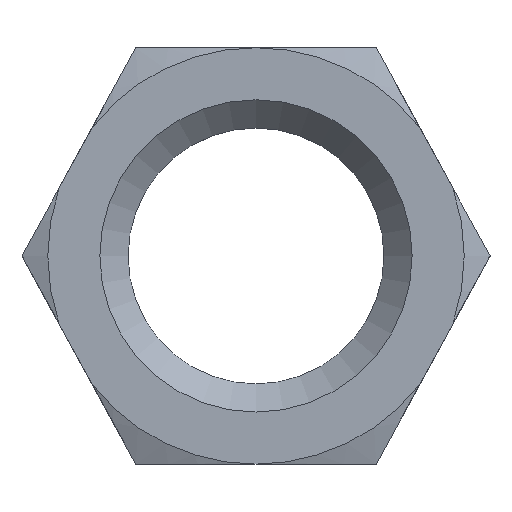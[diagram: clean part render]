
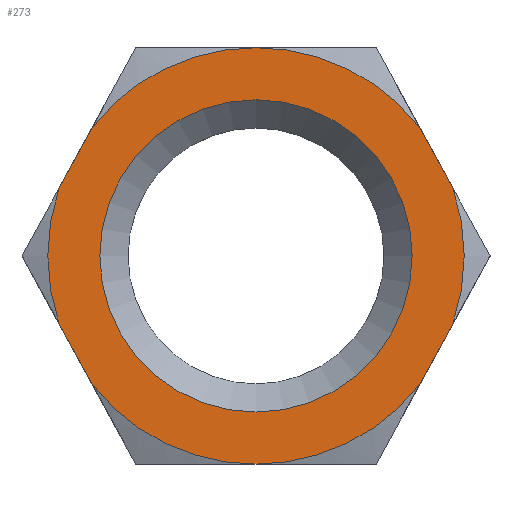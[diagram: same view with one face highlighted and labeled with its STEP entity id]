
A CAD part, top view. The second image highlights one B-rep face of the part: STEP entity #273.
In plain terms, the highlighted planar face has unit normal (0, 0, 1).
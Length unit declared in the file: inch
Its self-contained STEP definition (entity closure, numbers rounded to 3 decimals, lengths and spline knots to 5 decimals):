
#39=FACE_BOUND('',#73,.T.);
#44=CIRCLE('',#294,0.1575);
#45=CIRCLE('',#295,0.1575);
#46=CIRCLE('',#296,0.1575);
#47=CIRCLE('',#297,0.1575);
#48=CIRCLE('',#298,0.1575);
#49=CIRCLE('',#299,0.1575);
#50=CIRCLE('',#300,0.11811);
#54=FACE_OUTER_BOUND('',#72,.T.);
#72=EDGE_LOOP('',(#195,#196,#197,#198,#199,#200,#201,#202,#203,#204));
#73=EDGE_LOOP('',(#205));
#98=LINE('',#413,#114);
#99=LINE('',#417,#115);
#100=LINE('',#423,#116);
#101=LINE('',#426,#117);
#114=VECTOR('',#336,0.05221);
#115=VECTOR('',#339,0.05221);
#116=VECTOR('',#344,0.05221);
#117=VECTOR('',#347,0.05221);
#131=VERTEX_POINT('',#407);
#132=VERTEX_POINT('',#408);
#133=VERTEX_POINT('',#410);
#134=VERTEX_POINT('',#412);
#135=VERTEX_POINT('',#414);
#136=VERTEX_POINT('',#416);
#137=VERTEX_POINT('',#418);
#138=VERTEX_POINT('',#420);
#139=VERTEX_POINT('',#422);
#140=VERTEX_POINT('',#424);
#141=VERTEX_POINT('',#427);
#157=EDGE_CURVE('',#131,#132,#44,.T.);
#158=EDGE_CURVE('',#133,#131,#45,.T.);
#159=EDGE_CURVE('',#133,#134,#98,.T.);
#160=EDGE_CURVE('',#135,#134,#46,.T.);
#161=EDGE_CURVE('',#135,#136,#99,.T.);
#162=EDGE_CURVE('',#137,#136,#47,.T.);
#163=EDGE_CURVE('',#138,#137,#48,.T.);
#164=EDGE_CURVE('',#138,#139,#100,.T.);
#165=EDGE_CURVE('',#140,#139,#49,.T.);
#166=EDGE_CURVE('',#140,#132,#101,.T.);
#167=EDGE_CURVE('',#141,#141,#50,.T.);
#195=ORIENTED_EDGE('',*,*,#157,.F.);
#196=ORIENTED_EDGE('',*,*,#158,.F.);
#197=ORIENTED_EDGE('',*,*,#159,.T.);
#198=ORIENTED_EDGE('',*,*,#160,.F.);
#199=ORIENTED_EDGE('',*,*,#161,.T.);
#200=ORIENTED_EDGE('',*,*,#162,.F.);
#201=ORIENTED_EDGE('',*,*,#163,.F.);
#202=ORIENTED_EDGE('',*,*,#164,.T.);
#203=ORIENTED_EDGE('',*,*,#165,.F.);
#204=ORIENTED_EDGE('',*,*,#166,.T.);
#205=ORIENTED_EDGE('',*,*,#167,.T.);
#265=PLANE('',#293);
#273=ADVANCED_FACE('',(#54,#39),#265,.F.);
#293=AXIS2_PLACEMENT_3D('',#406,#330,#331);
#294=AXIS2_PLACEMENT_3D('',#409,#332,#333);
#295=AXIS2_PLACEMENT_3D('',#411,#334,#335);
#296=AXIS2_PLACEMENT_3D('',#415,#337,#338);
#297=AXIS2_PLACEMENT_3D('',#419,#340,#341);
#298=AXIS2_PLACEMENT_3D('',#421,#342,#343);
#299=AXIS2_PLACEMENT_3D('',#425,#345,#346);
#300=AXIS2_PLACEMENT_3D('',#428,#348,#349);
#330=DIRECTION('center_axis',(0.,0.,-1.));
#331=DIRECTION('ref_axis',(-1.,0.,0.));
#332=DIRECTION('center_axis',(0.,0.,-1.));
#333=DIRECTION('ref_axis',(-1.,0.,0.));
#334=DIRECTION('center_axis',(0.,0.,-1.));
#335=DIRECTION('ref_axis',(-1.,0.,0.));
#336=DIRECTION('',(-0.48,-0.878,0.));
#337=DIRECTION('center_axis',(0.,0.,-1.));
#338=DIRECTION('ref_axis',(-1.,0.,0.));
#339=DIRECTION('',(0.48,-0.878,0.));
#340=DIRECTION('center_axis',(0.,0.,-1.));
#341=DIRECTION('ref_axis',(-1.,0.,0.));
#342=DIRECTION('center_axis',(0.,0.,-1.));
#343=DIRECTION('ref_axis',(-1.,0.,0.));
#344=DIRECTION('',(0.48,0.878,0.));
#345=DIRECTION('center_axis',(0.,0.,-1.));
#346=DIRECTION('ref_axis',(-1.,0.,0.));
#347=DIRECTION('',(-0.48,0.878,0.));
#348=DIRECTION('center_axis',(0.,0.,-1.));
#349=DIRECTION('ref_axis',(-1.,0.,0.));
#406=CARTESIAN_POINT('Origin',(0.,0.,0.059));
#407=CARTESIAN_POINT('',(0.,0.1575,0.059));
#408=CARTESIAN_POINT('',(0.12378,0.09739,0.059));
#409=CARTESIAN_POINT('Origin',(0.,0.,0.059));
#410=CARTESIAN_POINT('',(-0.12378,0.09739,0.059));
#411=CARTESIAN_POINT('Origin',(0.,0.,0.059));
#412=CARTESIAN_POINT('',(-0.14882,0.05158,0.059));
#413=CARTESIAN_POINT('',(-0.09093,0.1575,0.059));
#414=CARTESIAN_POINT('',(-0.14882,-0.05158,0.059));
#415=CARTESIAN_POINT('Origin',(0.,0.,0.059));
#416=CARTESIAN_POINT('',(-0.12378,-0.09739,0.059));
#417=CARTESIAN_POINT('',(-0.177,0.,0.059));
#418=CARTESIAN_POINT('',(0.,-0.1575,0.059));
#419=CARTESIAN_POINT('Origin',(0.,0.,0.059));
#420=CARTESIAN_POINT('',(0.12378,-0.09739,0.059));
#421=CARTESIAN_POINT('Origin',(0.,0.,0.059));
#422=CARTESIAN_POINT('',(0.14882,-0.05158,0.059));
#423=CARTESIAN_POINT('',(0.09093,-0.1575,0.059));
#424=CARTESIAN_POINT('',(0.14882,0.05158,0.059));
#425=CARTESIAN_POINT('Origin',(0.,0.,0.059));
#426=CARTESIAN_POINT('',(0.177,0.,0.059));
#427=CARTESIAN_POINT('',(-0.11811,0.,0.059));
#428=CARTESIAN_POINT('Origin',(0.,0.,0.059));
